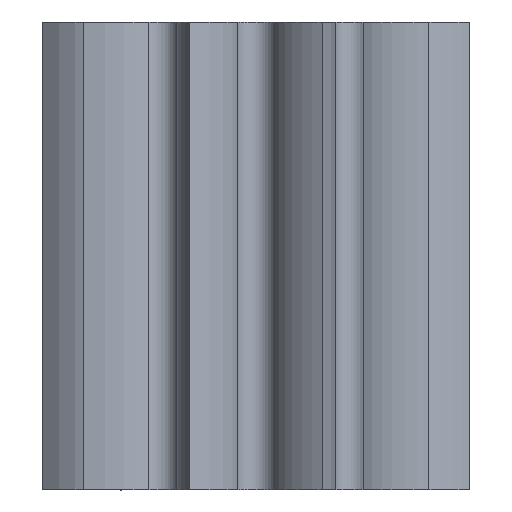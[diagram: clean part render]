
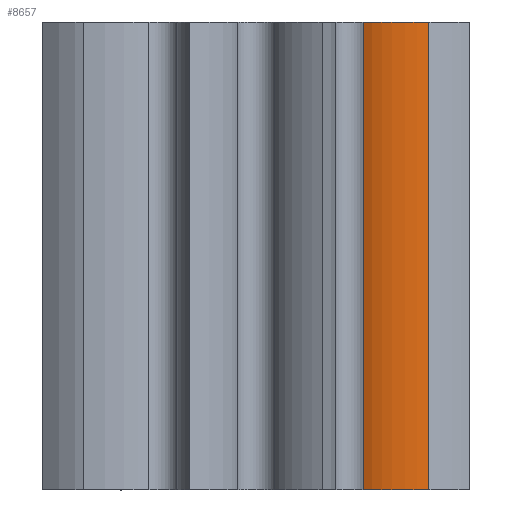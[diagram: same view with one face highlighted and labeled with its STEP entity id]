
A CAD part, front view. The second image highlights one B-rep face of the part: STEP entity #8657.
In plain terms, the highlighted free-form (B-spline) face has degree [3, 1] with [13, 2] control points.
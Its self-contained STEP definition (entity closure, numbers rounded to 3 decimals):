
#118 = CARTESIAN_POINT ( 'NONE',  ( 6.442, -5.17, 9.5 ) ) ;
#311 = CARTESIAN_POINT ( 'NONE',  ( 4.356, -4.747, 9.5 ) ) ;
#364 = CARTESIAN_POINT ( 'NONE',  ( 5.427, -5.112, 9.5 ) ) ;
#512 = CARTESIAN_POINT ( 'NONE',  ( 4.356, -4.747, 9.5 ) ) ;
#799 = CARTESIAN_POINT ( 'NONE',  ( 5.996, -5.168, -9.5 ) ) ;
#869 = CARTESIAN_POINT ( 'NONE',  ( 4.774, -4.944, -9.5 ) ) ;
#898 = CARTESIAN_POINT ( 'NONE',  ( 7.023, -5.103, 9.5 ) ) ;
#1000 = CARTESIAN_POINT ( 'NONE',  ( 5.698, -5.148, 9.5 ) ) ;
#1028 = LINE ( 'NONE', #2307, #4718 ) ;
#1076 = EDGE_CURVE ( 'NONE', #2815, #4648, #1028, .T. ) ;
#1091 = CARTESIAN_POINT ( 'NONE',  ( 4.964, -5.007, 9.5 ) ) ;
#1302 = ORIENTED_EDGE ( 'NONE', *, *, #3829, .T. ) ;
#1326 = ORIENTED_EDGE ( 'NONE', *, *, #2069, .F. ) ;
#1450 = CARTESIAN_POINT ( 'NONE',  ( 5.996, -5.168, -9.5 ) ) ;
#1577 = B_SPLINE_SURFACE_WITH_KNOTS ( 'NONE', 3, 1, ( 
 ( #512, #3477 ),
 ( #3433, #3526 ),
 ( #7111, #6389 ),
 ( #9293, #2757 ),
 ( #5680, #4970 ),
 ( #7876, #9346 ),
 ( #8641, #2091 ),
 ( #7916, #6676 ),
 ( #5872, #8774 ),
 ( #8067, #799 ),
 ( #118, #6055 ),
 ( #8306, #6823 ),
 ( #3147, #6865 ) ),
 .UNSPECIFIED., .F., .F., .F.,
 ( 4, 1, 1, 1, 1, 1, 1, 1, 1, 1, 4 ),
 ( 2, 2 ),
 ( 0., 0.046, 0.102, 0.166, 0.239, 0.321, 0.412, 0.512, 0.621, 0.738, 1. ),
 ( 0., 1. ),
 .UNSPECIFIED. ) ;
#1589 = CARTESIAN_POINT ( 'NONE',  ( 5.427, -5.112, -9.5 ) ) ;
#1796 = CARTESIAN_POINT ( 'NONE',  ( 4.774, -4.944, 9.5 ) ) ;
#1983 = LINE ( 'NONE', #9205, #9354 ) ;
#2069 = EDGE_CURVE ( 'NONE', #7126, #2815, #4295, .T. ) ;
#2091 = CARTESIAN_POINT ( 'NONE',  ( 5.182, -5.064, -9.5 ) ) ;
#2307 = CARTESIAN_POINT ( 'NONE',  ( 7.023, -5.103, 9.5 ) ) ;
#2563 = CARTESIAN_POINT ( 'NONE',  ( 6.442, -5.17, 9.5 ) ) ;
#2573 = EDGE_LOOP ( 'NONE', ( #1302, #6921, #1326, #6463 ) ) ;
#2757 = CARTESIAN_POINT ( 'NONE',  ( 4.611, -4.879, -9.5 ) ) ;
#2815 = VERTEX_POINT ( 'NONE', #8506 ) ;
#2835 = CARTESIAN_POINT ( 'NONE',  ( 4.392, -4.768, -9.5 ) ) ;
#2935 = CARTESIAN_POINT ( 'NONE',  ( 4.611, -4.879, -9.5 ) ) ;
#3147 = CARTESIAN_POINT ( 'NONE',  ( 7.023, -5.103, 9.5 ) ) ;
#3433 = CARTESIAN_POINT ( 'NONE',  ( 4.392, -4.768, 9.5 ) ) ;
#3477 = CARTESIAN_POINT ( 'NONE',  ( 4.356, -4.747, -9.5 ) ) ;
#3526 = CARTESIAN_POINT ( 'NONE',  ( 4.392, -4.768, -9.5 ) ) ;
#3741 = CARTESIAN_POINT ( 'NONE',  ( 5.698, -5.148, -9.5 ) ) ;
#3785 = CARTESIAN_POINT ( 'NONE',  ( 4.356, -4.747, -9.5 ) ) ;
#3829 = EDGE_CURVE ( 'NONE', #7441, #4648, #5494, .T. ) ;
#3888 = DIRECTION ( 'NONE',  ( 0., 0., -1. ) ) ;
#3995 = CARTESIAN_POINT ( 'NONE',  ( 5.182, -5.064, 9.5 ) ) ;
#4268 = CARTESIAN_POINT ( 'NONE',  ( 7.023, -5.103, -9.5 ) ) ;
#4295 = B_SPLINE_CURVE_WITH_KNOTS ( 'NONE', 3,
 ( #311, #6014, #6059, #8354, #1796, #1091, #3995, #364, #1000, #6200, #2563, #5490, #898 ),
 .UNSPECIFIED., .F., .F.,
 ( 4, 1, 1, 1, 1, 1, 1, 1, 1, 1, 4 ),
 ( 0., 0.046, 0.102, 0.166, 0.239, 0.321, 0.412, 0.512, 0.621, 0.738, 1. ),
 .UNSPECIFIED. ) ;
#4449 = CARTESIAN_POINT ( 'NONE',  ( 5.182, -5.064, -9.5 ) ) ;
#4648 = VERTEX_POINT ( 'NONE', #4268 ) ;
#4718 = VECTOR ( 'NONE', #3888, 1000. ) ;
#4970 = CARTESIAN_POINT ( 'NONE',  ( 4.774, -4.944, -9.5 ) ) ;
#5032 = CARTESIAN_POINT ( 'NONE',  ( 4.964, -5.007, -9.5 ) ) ;
#5490 = CARTESIAN_POINT ( 'NONE',  ( 6.787, -5.139, 9.5 ) ) ;
#5494 = B_SPLINE_CURVE_WITH_KNOTS ( 'NONE', 3,
 ( #3785, #2835, #7416, #2935, #869, #5032, #4449, #1589, #3741, #1450, #6554, #8705, #6504 ),
 .UNSPECIFIED., .F., .F.,
 ( 4, 1, 1, 1, 1, 1, 1, 1, 1, 1, 4 ),
 ( 0., 0.046, 0.102, 0.166, 0.239, 0.321, 0.412, 0.512, 0.621, 0.738, 1. ),
 .UNSPECIFIED. ) ;
#5680 = CARTESIAN_POINT ( 'NONE',  ( 4.774, -4.944, 9.5 ) ) ;
#5736 = FACE_OUTER_BOUND ( 'NONE', #2573, .T. ) ;
#5872 = CARTESIAN_POINT ( 'NONE',  ( 5.698, -5.148, 9.5 ) ) ;
#6014 = CARTESIAN_POINT ( 'NONE',  ( 4.392, -4.768, 9.5 ) ) ;
#6055 = CARTESIAN_POINT ( 'NONE',  ( 6.442, -5.17, -9.5 ) ) ;
#6059 = CARTESIAN_POINT ( 'NONE',  ( 4.474, -4.814, 9.5 ) ) ;
#6200 = CARTESIAN_POINT ( 'NONE',  ( 5.996, -5.168, 9.5 ) ) ;
#6389 = CARTESIAN_POINT ( 'NONE',  ( 4.474, -4.814, -9.5 ) ) ;
#6436 = CARTESIAN_POINT ( 'NONE',  ( 4.356, -4.747, -9.5 ) ) ;
#6463 = ORIENTED_EDGE ( 'NONE', *, *, #7489, .T. ) ;
#6504 = CARTESIAN_POINT ( 'NONE',  ( 7.023, -5.103, -9.5 ) ) ;
#6554 = CARTESIAN_POINT ( 'NONE',  ( 6.442, -5.17, -9.5 ) ) ;
#6676 = CARTESIAN_POINT ( 'NONE',  ( 5.427, -5.112, -9.5 ) ) ;
#6823 = CARTESIAN_POINT ( 'NONE',  ( 6.787, -5.139, -9.5 ) ) ;
#6865 = CARTESIAN_POINT ( 'NONE',  ( 7.023, -5.103, -9.5 ) ) ;
#6921 = ORIENTED_EDGE ( 'NONE', *, *, #1076, .F. ) ;
#7111 = CARTESIAN_POINT ( 'NONE',  ( 4.474, -4.814, 9.5 ) ) ;
#7126 = VERTEX_POINT ( 'NONE', #8004 ) ;
#7416 = CARTESIAN_POINT ( 'NONE',  ( 4.474, -4.814, -9.5 ) ) ;
#7441 = VERTEX_POINT ( 'NONE', #6436 ) ;
#7489 = EDGE_CURVE ( 'NONE', #7126, #7441, #1983, .T. ) ;
#7876 = CARTESIAN_POINT ( 'NONE',  ( 4.964, -5.007, 9.5 ) ) ;
#7916 = CARTESIAN_POINT ( 'NONE',  ( 5.427, -5.112, 9.5 ) ) ;
#8004 = CARTESIAN_POINT ( 'NONE',  ( 4.356, -4.747, 9.5 ) ) ;
#8067 = CARTESIAN_POINT ( 'NONE',  ( 5.996, -5.168, 9.5 ) ) ;
#8306 = CARTESIAN_POINT ( 'NONE',  ( 6.787, -5.139, 9.5 ) ) ;
#8354 = CARTESIAN_POINT ( 'NONE',  ( 4.611, -4.879, 9.5 ) ) ;
#8506 = CARTESIAN_POINT ( 'NONE',  ( 7.023, -5.103, 9.5 ) ) ;
#8641 = CARTESIAN_POINT ( 'NONE',  ( 5.182, -5.064, 9.5 ) ) ;
#8657 = ADVANCED_FACE ( 'NONE', ( #5736 ), #1577, .F. ) ;
#8705 = CARTESIAN_POINT ( 'NONE',  ( 6.787, -5.139, -9.5 ) ) ;
#8774 = CARTESIAN_POINT ( 'NONE',  ( 5.698, -5.148, -9.5 ) ) ;
#9205 = CARTESIAN_POINT ( 'NONE',  ( 4.356, -4.747, 9.5 ) ) ;
#9293 = CARTESIAN_POINT ( 'NONE',  ( 4.611, -4.879, 9.5 ) ) ;
#9346 = CARTESIAN_POINT ( 'NONE',  ( 4.964, -5.007, -9.5 ) ) ;
#9354 = VECTOR ( 'NONE', #9400, 1000. ) ;
#9400 = DIRECTION ( 'NONE',  ( 0., 0., -1. ) ) ;
